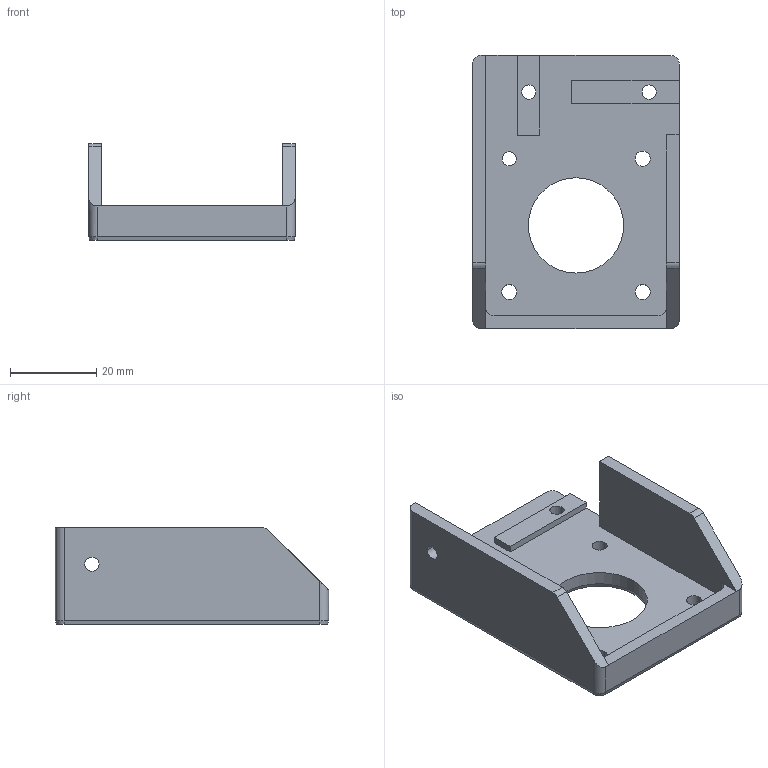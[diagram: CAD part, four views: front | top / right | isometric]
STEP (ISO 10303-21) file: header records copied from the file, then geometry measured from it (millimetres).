
FILE_DESCRIPTION (( 'STEP AP203' ), '1' );
FILE_NAME ('v2_slot5_nema17_mount_L.STEP', '2018-02-17T11:14:28', ( 'Admin' ), ( '' ), 'SwSTEP 2.0', 'SolidWorks 2013', '' );
FILE_SCHEMA (( 'CONFIG_CONTROL_DESIGN' ));
Length unit declared in the file: millimetre
Products named in the file (1): v2_slot5_nema17_mount_L
Bounding box: 48 x 63.5 x 22.5 mm (x, y, z)
Volume: 16571.6 mm3; surface area: 10824.9 mm2
Topology: 1 solids, 1 shells, 69 faces, 177 edges, 110 vertices
Faces by surface type: plane 27, cylinder 24, cone 18
Entity records: 2192 total; most frequent: DIRECTION 379, CARTESIAN_POINT 363, ORIENTED_EDGE 354, EDGE_CURVE 177, AXIS2_PLACEMENT_3D 134, LINE 111, VECTOR 111, VERTEX_POINT 110
